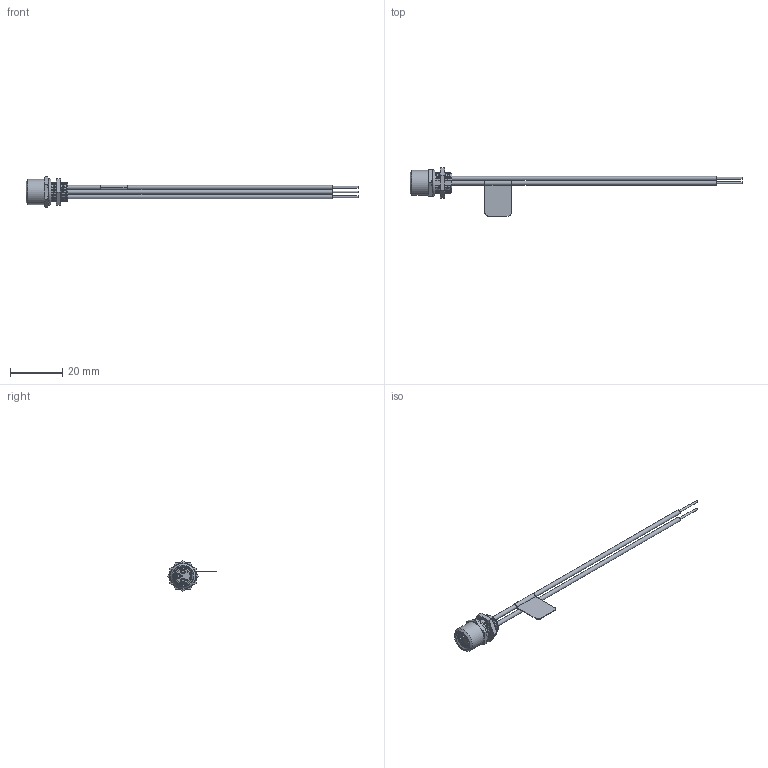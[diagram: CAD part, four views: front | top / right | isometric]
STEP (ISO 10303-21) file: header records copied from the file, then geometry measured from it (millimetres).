
FILE_DESCRIPTION (( 'STEP AP214' ), '1' );
FILE_NAME ('REC-M83FR-LEADS.STEP', '2018-04-03T15:11:27', ( '' ), ( '' ), 'SwSTEP 2.0', 'SolidWorks 2017', '' );
FILE_SCHEMA (( 'AUTOMOTIVE_DESIGN' ));
Length unit declared in the file: millimetre
Products named in the file (5): REC-M8-FLAGLABEL; REC-M83FR-LEADS-MA3; REC-M83FR-LEADS-MA2; REC-M83FR-LEADS-MA1; REC-M83FR-LEADS
Assembly tree (4 placements, depth 2):
  REC-M83FR-LEADS
    REC-M83FR-LEADS-MA1
    REC-M83FR-LEADS-MA2
    REC-M83FR-LEADS-MA3
    REC-M8-FLAGLABEL
Bounding box: 127.3 x 18.47 x 11.55 mm (x, y, z)
Volume: 1594.3 mm3; surface area: 3299.1 mm2
Topology: 5 solids, 5 shells, 260 faces, 678 edges, 442 vertices
Faces by surface type: bspline 110, plane 64, cylinder 49, cone 33, torus 4
Full cylindrical faces by diameter (mm): 0.762 x3, 1.25 x3, 1.575 x3, 1.651 x1, 5.85 x1, 9.6 x1
Entity records: 49061 total; most frequent: CARTESIAN_POINT 43667, ORIENTED_EDGE 1298, EDGE_CURVE 649, DIRECTION 638, VERTEX_POINT 433, EDGE_LOOP 298, FACE_OUTER_BOUND 272, ADVANCED_FACE 260
